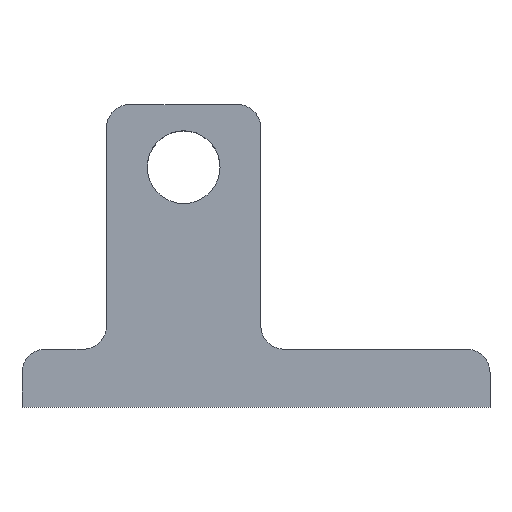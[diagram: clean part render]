
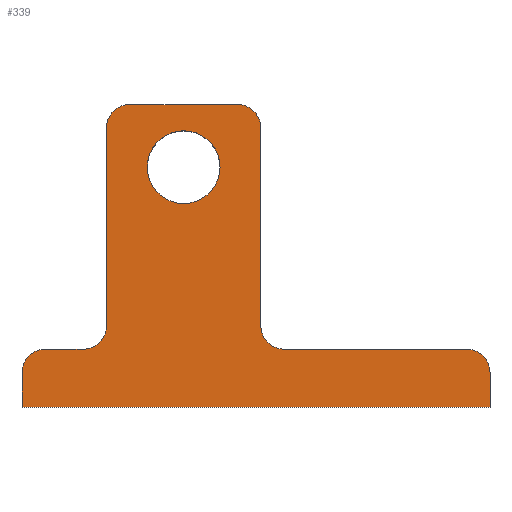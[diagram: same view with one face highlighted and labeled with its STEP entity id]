
A CAD part, top view. The second image highlights one B-rep face of the part: STEP entity #339.
In plain terms, the highlighted planar face has unit normal (0, 0, 1).
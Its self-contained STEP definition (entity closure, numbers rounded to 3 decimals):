
#18=FACE_BOUND('',#57,.T.);
#23=PLANE('',#370);
#36=FACE_OUTER_BOUND('',#56,.T.);
#56=EDGE_LOOP('',(#265,#266,#267,#268,#269,#270,#271,#272,#273,#274,#275,
#276,#277,#278));
#57=EDGE_LOOP('',(#279));
#80=LINE('',#526,#112);
#85=LINE('',#540,#117);
#87=LINE('',#546,#119);
#88=LINE('',#548,#120);
#89=LINE('',#550,#121);
#90=LINE('',#554,#122);
#91=LINE('',#558,#123);
#92=LINE('',#560,#124);
#112=VECTOR('',#420,10.);
#117=VECTOR('',#435,10.);
#119=VECTOR('',#441,10.);
#120=VECTOR('',#442,10.);
#121=VECTOR('',#443,10.);
#122=VECTOR('',#446,10.);
#123=VECTOR('',#449,10.);
#124=VECTOR('',#452,10.);
#134=CIRCLE('',#354,4.);
#142=CIRCLE('',#365,4.);
#143=CIRCLE('',#367,4.);
#145=CIRCLE('',#371,4.);
#146=CIRCLE('',#372,4.);
#147=CIRCLE('',#373,4.);
#148=CIRCLE('',#374,6.25);
#149=VERTEX_POINT('',#488);
#150=VERTEX_POINT('',#489);
#166=VERTEX_POINT('',#525);
#167=VERTEX_POINT('',#529);
#168=VERTEX_POINT('',#533);
#169=VERTEX_POINT('',#534);
#170=VERTEX_POINT('',#539);
#172=VERTEX_POINT('',#545);
#173=VERTEX_POINT('',#547);
#174=VERTEX_POINT('',#549);
#175=VERTEX_POINT('',#551);
#176=VERTEX_POINT('',#553);
#177=VERTEX_POINT('',#555);
#178=VERTEX_POINT('',#557);
#179=VERTEX_POINT('',#561);
#181=EDGE_CURVE('',#149,#150,#134,.T.);
#199=EDGE_CURVE('',#166,#150,#80,.T.);
#201=EDGE_CURVE('',#166,#167,#142,.T.);
#203=EDGE_CURVE('',#168,#169,#143,.T.);
#206=EDGE_CURVE('',#170,#169,#85,.T.);
#209=EDGE_CURVE('',#149,#172,#87,.T.);
#210=EDGE_CURVE('',#172,#173,#88,.T.);
#211=EDGE_CURVE('',#173,#174,#89,.T.);
#212=EDGE_CURVE('',#175,#174,#145,.T.);
#213=EDGE_CURVE('',#175,#176,#90,.T.);
#214=EDGE_CURVE('',#177,#176,#146,.T.);
#215=EDGE_CURVE('',#177,#178,#91,.T.);
#216=EDGE_CURVE('',#170,#178,#147,.T.);
#217=EDGE_CURVE('',#168,#167,#92,.T.);
#218=EDGE_CURVE('',#179,#179,#148,.T.);
#265=ORIENTED_EDGE('',*,*,#181,.F.);
#266=ORIENTED_EDGE('',*,*,#209,.T.);
#267=ORIENTED_EDGE('',*,*,#210,.T.);
#268=ORIENTED_EDGE('',*,*,#211,.T.);
#269=ORIENTED_EDGE('',*,*,#212,.F.);
#270=ORIENTED_EDGE('',*,*,#213,.T.);
#271=ORIENTED_EDGE('',*,*,#214,.F.);
#272=ORIENTED_EDGE('',*,*,#215,.T.);
#273=ORIENTED_EDGE('',*,*,#216,.F.);
#274=ORIENTED_EDGE('',*,*,#206,.T.);
#275=ORIENTED_EDGE('',*,*,#203,.F.);
#276=ORIENTED_EDGE('',*,*,#217,.T.);
#277=ORIENTED_EDGE('',*,*,#201,.F.);
#278=ORIENTED_EDGE('',*,*,#199,.T.);
#279=ORIENTED_EDGE('',*,*,#218,.T.);
#339=ADVANCED_FACE('',(#36,#18),#23,.T.);
#354=AXIS2_PLACEMENT_3D('',#490,#390,#391);
#365=AXIS2_PLACEMENT_3D('',#530,#424,#425);
#367=AXIS2_PLACEMENT_3D('',#535,#429,#430);
#370=AXIS2_PLACEMENT_3D('',#544,#439,#440);
#371=AXIS2_PLACEMENT_3D('',#552,#444,#445);
#372=AXIS2_PLACEMENT_3D('',#556,#447,#448);
#373=AXIS2_PLACEMENT_3D('',#559,#450,#451);
#374=AXIS2_PLACEMENT_3D('',#562,#453,#454);
#390=DIRECTION('center_axis',(0.,0.,-1.));
#391=DIRECTION('ref_axis',(-0.707,0.707,0.));
#420=DIRECTION('',(-1.,0.,0.));
#424=DIRECTION('center_axis',(0.,0.,1.));
#425=DIRECTION('ref_axis',(0.707,-0.707,0.));
#429=DIRECTION('center_axis',(0.,0.,-1.));
#430=DIRECTION('ref_axis',(-0.707,0.707,0.));
#435=DIRECTION('',(-1.,0.,0.));
#439=DIRECTION('center_axis',(0.,0.,1.));
#440=DIRECTION('ref_axis',(1.,0.,0.));
#441=DIRECTION('',(0.,-1.,0.));
#442=DIRECTION('',(1.,0.,0.));
#443=DIRECTION('',(0.,1.,0.));
#444=DIRECTION('center_axis',(0.,0.,-1.));
#445=DIRECTION('ref_axis',(0.707,0.707,0.));
#446=DIRECTION('',(-1.,0.,0.));
#447=DIRECTION('center_axis',(0.,0.,1.));
#448=DIRECTION('ref_axis',(-0.707,-0.707,0.));
#449=DIRECTION('',(0.,1.,0.));
#450=DIRECTION('center_axis',(0.,0.,-1.));
#451=DIRECTION('ref_axis',(0.707,0.707,0.));
#452=DIRECTION('',(0.,-1.,0.));
#453=DIRECTION('center_axis',(0.,0.,-1.));
#454=DIRECTION('ref_axis',(1.,0.,0.));
#488=CARTESIAN_POINT('',(0.,6.,20.));
#489=CARTESIAN_POINT('',(4.,10.,20.));
#490=CARTESIAN_POINT('Origin',(4.,6.,20.));
#525=CARTESIAN_POINT('',(10.5,10.,20.));
#526=CARTESIAN_POINT('',(14.5,10.,20.));
#529=CARTESIAN_POINT('',(14.5,14.,20.));
#530=CARTESIAN_POINT('Origin',(10.5,14.,20.));
#533=CARTESIAN_POINT('',(14.5,48.,20.));
#534=CARTESIAN_POINT('',(18.5,52.,20.));
#535=CARTESIAN_POINT('Origin',(18.5,48.,20.));
#539=CARTESIAN_POINT('',(37.,52.,20.));
#540=CARTESIAN_POINT('',(80.35,52.,20.));
#544=CARTESIAN_POINT('Origin',(40.175,26.,20.));
#545=CARTESIAN_POINT('',(0.,0.,20.));
#546=CARTESIAN_POINT('',(0.,52.,20.));
#547=CARTESIAN_POINT('',(80.35,0.,20.));
#548=CARTESIAN_POINT('',(0.,0.,20.));
#549=CARTESIAN_POINT('',(80.35,6.,20.));
#550=CARTESIAN_POINT('',(80.35,0.,20.));
#551=CARTESIAN_POINT('',(76.35,10.,20.));
#552=CARTESIAN_POINT('Origin',(76.35,6.,20.));
#553=CARTESIAN_POINT('',(45.,10.,20.));
#554=CARTESIAN_POINT('',(41.,10.,20.));
#555=CARTESIAN_POINT('',(41.,14.,20.));
#556=CARTESIAN_POINT('Origin',(45.,14.,20.));
#557=CARTESIAN_POINT('',(41.,48.,20.));
#558=CARTESIAN_POINT('',(41.,52.,20.));
#559=CARTESIAN_POINT('Origin',(37.,48.,20.));
#560=CARTESIAN_POINT('',(14.5,52.,20.));
#561=CARTESIAN_POINT('',(21.5,41.25,20.));
#562=CARTESIAN_POINT('Origin',(27.75,41.25,20.));
